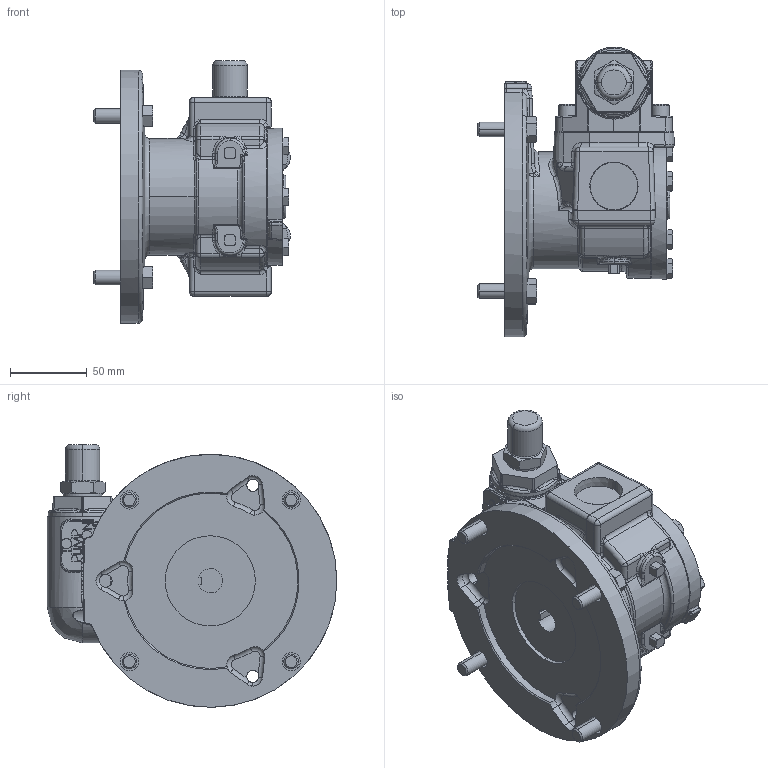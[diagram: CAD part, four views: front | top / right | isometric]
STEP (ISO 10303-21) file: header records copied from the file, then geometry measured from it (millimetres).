
FILE_DESCRIPTION (( 'STEP AP214' ), '1' );
FILE_NAME ('G75.STEP', '2017-05-12T15:39:41', ( '' ), ( '' ), 'SwSTEP 2.0', 'SolidWorks 2016', '' );
FILE_SCHEMA (( 'AUTOMOTIVE_DESIGN' ));
Length unit declared in the file: inch
Products named in the file (2): G75
Bounding box: 128.28 x 189 x 171.37 mm (x, y, z)
Volume: 1186881.1 mm3; surface area: 126774.7 mm2
Topology: 1 solids, 1 shells, 1603 faces, 4043 edges, 2471 vertices
Faces by surface type: plane 622, bspline 430, cylinder 293, cone 140, torus 70, sphere 48
Entity records: 86324 total; most frequent: CARTESIAN_POINT 32769, ORIENTED_EDGE 7994, DIRECTION 6042, EDGE_CURVE 3997, VERTEX_POINT 2471, AXIS2_PLACEMENT_3D 2127, VECTOR 1788, LINE 1788
